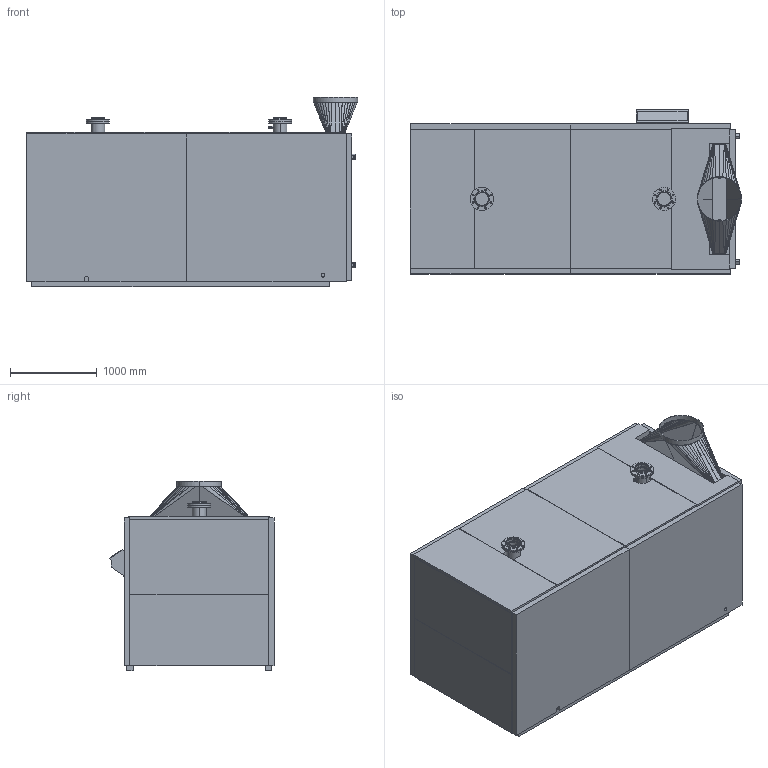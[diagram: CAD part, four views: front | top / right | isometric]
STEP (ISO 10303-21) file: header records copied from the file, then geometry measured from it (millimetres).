
FILE_DESCRIPTION(('CATIA V5 STEP Exchange'),'2;1');
FILE_NAME('4213278_00_CompactGas_(2800).stp','2014-06-26T06:58:02+00:00',('N.N.'),('Hovalwerke AG FL-9490 Vaduz'),'CATIA Version 5 Release 20 SP 7 (IN-10)','CATIA V5 STEP AP203','none');
FILE_SCHEMA(('CONFIG_CONTROL_DESIGN'));
Length unit declared in the file: millimetre
Products named in the file (4): 4213278_CompactGas(2800) Planerdaten 3D CSM_10509972_C83_000_00; 6018523; _6002042_V_10508016_C83_000_00; _6017187_10508013_C83_000_00
Assembly tree (29 placements, depth 3):
  4213278_CompactGas(2800) Planerdaten 3D CSM_10509972_C83_000_00
    #58
    6018523
      #4017  x2
      #9168  x2
      #14319
      #15298
      #16143  x2
    #16346
    #19082  x4
    _6002042_V_10508016_C83_000_00
      #20105
      #20387
      #20723
    _6017187_10508013_C83_000_00
      #21433
      #20723
    #21630  x2
    #22567
    #23618
    #23920
    #24460
    #24981
Bounding box: 3819.5 x 1894.36 x 2188 mm (x, y, z)
Volume: 8388198117.9 mm3; surface area: 62321172.5 mm2
Topology: 40 solids, 40 shells, 1001 faces, 2515 edges, 1613 vertices
Faces by surface type: bspline 346, plane 343, cylinder 236, cone 64, torus 10, revolution 2
Entity records: 25369 total; most frequent: CARTESIAN_POINT 11108, ORIENTED_EDGE 3334, DIRECTION 1848, EDGE_CURVE 1667, VERTEX_POINT 1077, EDGE_LOOP 780, VECTOR 736, LINE 736
